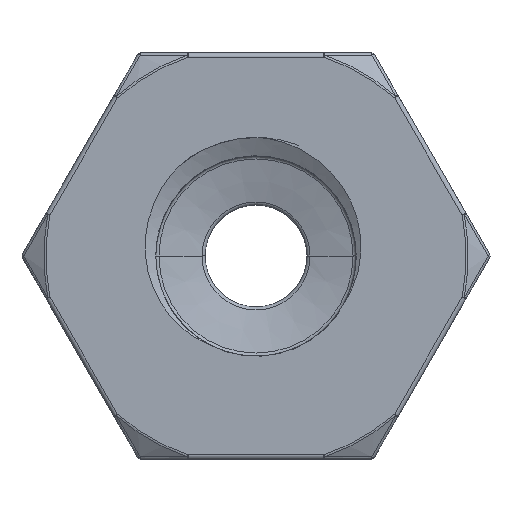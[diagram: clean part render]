
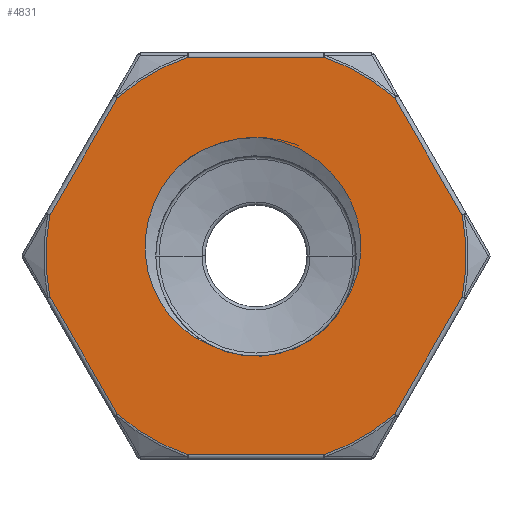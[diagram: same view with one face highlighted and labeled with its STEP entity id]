
A CAD part, left-side view. The second image highlights one B-rep face of the part: STEP entity #4831.
In plain terms, the highlighted planar face has unit normal (-1, 0, 0).
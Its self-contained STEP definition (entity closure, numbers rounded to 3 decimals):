
#978=CARTESIAN_POINT('',(-11.9,-2.636,-1.343));
#1007=CARTESIAN_POINT('',(-11.9,1.343,-2.636));
#1665=CARTESIAN_POINT('',(-11.9,0.,0.));
#1666=DIRECTION('',(-1.,0.,0.));
#1667=DIRECTION('',(0.,0.454,-0.891));
#1668=AXIS2_PLACEMENT_3D('',#1665,#1666,#1667);
#1670=CARTESIAN_POINT('',(-11.9,-0.275,3.489));
#1671=CARTESIAN_POINT('',(-11.9,-0.461,3.46));
#1672=CARTESIAN_POINT('',(-11.9,-0.823,3.372));
#1673=CARTESIAN_POINT('',(-11.9,-1.336,3.155));
#1674=CARTESIAN_POINT('',(-11.9,-1.803,2.861));
#1675=CARTESIAN_POINT('',(-11.9,-2.211,2.499));
#1676=CARTESIAN_POINT('',(-11.9,-2.553,2.078));
#1677=CARTESIAN_POINT('',(-11.9,-2.817,1.614));
#1678=CARTESIAN_POINT('',(-11.9,-3.001,1.116));
#1679=CARTESIAN_POINT('',(-11.9,-3.098,0.601));
#1680=CARTESIAN_POINT('',(-11.9,-3.109,0.083));
#1681=CARTESIAN_POINT('',(-11.9,-3.035,-0.425));
#1682=CARTESIAN_POINT('',(-11.9,-2.879,-0.907));
#1683=CARTESIAN_POINT('',(-11.9,-2.726,-1.202));
#1684=CARTESIAN_POINT('',(-11.9,-2.636,-1.343));
#1686=CARTESIAN_POINT('',(-11.9,2.273,2.661));
#1687=CARTESIAN_POINT('',(-11.9,2.151,2.766));
#1688=CARTESIAN_POINT('',(-11.9,1.903,2.948));
#1689=CARTESIAN_POINT('',(-11.9,1.536,3.153));
#1690=CARTESIAN_POINT('',(-11.9,1.176,3.304));
#1691=CARTESIAN_POINT('',(-11.9,0.821,3.409));
#1692=CARTESIAN_POINT('',(-11.9,0.461,3.476));
#1693=CARTESIAN_POINT('',(-11.9,0.094,3.505));
#1694=CARTESIAN_POINT('',(-11.9,-0.151,3.499));
#1695=CARTESIAN_POINT('',(-11.9,-0.275,3.489));
#1697=CARTESIAN_POINT('',(-11.9,1.343,-2.636));
#1698=CARTESIAN_POINT('',(-11.9,1.473,-2.585));
#1699=CARTESIAN_POINT('',(-11.9,1.723,-2.464));
#1700=CARTESIAN_POINT('',(-11.9,2.071,-2.232));
#1701=CARTESIAN_POINT('',(-11.9,2.397,-1.943));
#1702=CARTESIAN_POINT('',(-11.9,2.695,-1.588));
#1703=CARTESIAN_POINT('',(-11.9,2.954,-1.157));
#1704=CARTESIAN_POINT('',(-11.9,3.142,-0.686));
#1705=CARTESIAN_POINT('',(-11.9,3.253,-0.191));
#1706=CARTESIAN_POINT('',(-11.9,3.286,0.318));
#1707=CARTESIAN_POINT('',(-11.9,3.24,0.826));
#1708=CARTESIAN_POINT('',(-11.9,3.114,1.331));
#1709=CARTESIAN_POINT('',(-11.9,2.91,1.814));
#1710=CARTESIAN_POINT('',(-11.9,2.63,2.265));
#1711=CARTESIAN_POINT('',(-11.9,2.4,2.534));
#1712=CARTESIAN_POINT('',(-11.9,2.273,2.661));
#1714=DIRECTION('',(0.,-1.,0.));
#1715=VECTOR('',#1714,4.003);
#1716=CARTESIAN_POINT('',(-11.9,2.001,-5.875));
#1717=LINE('',#1716,#1715);
#1718=CARTESIAN_POINT('',(-11.9,0.,0.));
#1719=DIRECTION('',(-1.,0.,0.));
#1720=DIRECTION('',(0.,0.659,-0.753));
#1721=AXIS2_PLACEMENT_3D('',#1718,#1719,#1720);
#1723=DIRECTION('',(0.,-0.5,-0.866));
#1724=VECTOR('',#1723,4.002);
#1725=CARTESIAN_POINT('',(-11.9,6.088,-1.204));
#1726=LINE('',#1725,#1724);
#1727=CARTESIAN_POINT('',(-11.9,0.,0.));
#1728=DIRECTION('',(1.,0.,0.));
#1729=DIRECTION('',(0.,0.981,-0.194));
#1730=AXIS2_PLACEMENT_3D('',#1727,#1728,#1729);
#1732=DIRECTION('',(0.,0.5,-0.866));
#1733=VECTOR('',#1732,4.003);
#1734=CARTESIAN_POINT('',(-11.9,4.087,4.671));
#1735=LINE('',#1734,#1733);
#1736=CARTESIAN_POINT('',(-11.9,0.,0.));
#1737=DIRECTION('',(-1.,0.,0.));
#1738=DIRECTION('',(0.,0.322,0.947));
#1739=AXIS2_PLACEMENT_3D('',#1736,#1737,#1738);
#1741=DIRECTION('',(0.,1.,0.));
#1742=VECTOR('',#1741,4.003);
#1743=CARTESIAN_POINT('',(-11.9,-2.001,5.875));
#1744=LINE('',#1743,#1742);
#1745=CARTESIAN_POINT('',(-11.9,0.,0.));
#1746=DIRECTION('',(-1.,0.,0.));
#1747=DIRECTION('',(0.,-0.659,0.753));
#1748=AXIS2_PLACEMENT_3D('',#1745,#1746,#1747);
#1750=DIRECTION('',(0.,0.5,0.866));
#1751=VECTOR('',#1750,4.003);
#1752=CARTESIAN_POINT('',(-11.9,-6.089,1.204));
#1753=LINE('',#1752,#1751);
#1754=CARTESIAN_POINT('',(-11.9,0.,0.));
#1755=DIRECTION('',(1.,0.,0.));
#1756=DIRECTION('',(0.,-0.981,0.194));
#1757=AXIS2_PLACEMENT_3D('',#1754,#1755,#1756);
#1759=DIRECTION('',(0.,-0.5,0.866));
#1760=VECTOR('',#1759,4.003);
#1761=CARTESIAN_POINT('',(-11.9,-4.087,-4.671));
#1762=LINE('',#1761,#1760);
#1763=CARTESIAN_POINT('',(-11.9,0.,0.));
#1764=DIRECTION('',(-1.,0.,0.));
#1765=DIRECTION('',(0.,-0.322,-0.947));
#1766=AXIS2_PLACEMENT_3D('',#1763,#1764,#1765);
#3024=VERTEX_POINT('',#978);
#3025=VERTEX_POINT('',#1007);
#3026=VERTEX_POINT('',#1670);
#3027=VERTEX_POINT('',#1686);
#3086=CARTESIAN_POINT('',(-11.9,2.001,-5.875));
#3087=CARTESIAN_POINT('',(-11.9,-2.001,-5.875));
#3088=VERTEX_POINT('',#3086);
#3089=VERTEX_POINT('',#3087);
#3090=CARTESIAN_POINT('',(-11.9,4.087,-4.671));
#3091=VERTEX_POINT('',#3090);
#3100=CARTESIAN_POINT('',(-11.9,6.088,-1.204));
#3101=VERTEX_POINT('',#3100);
#3102=CARTESIAN_POINT('',(-11.9,4.087,4.671));
#3103=CARTESIAN_POINT('',(-11.9,6.089,1.204));
#3104=VERTEX_POINT('',#3102);
#3105=VERTEX_POINT('',#3103);
#3151=CARTESIAN_POINT('',(-11.9,-4.087,-4.671));
#3152=VERTEX_POINT('',#3151);
#3153=CARTESIAN_POINT('',(-11.9,-6.089,-1.204));
#3154=VERTEX_POINT('',#3153);
#3170=CARTESIAN_POINT('',(-11.9,-6.089,1.204));
#3171=VERTEX_POINT('',#3170);
#3174=CARTESIAN_POINT('',(-11.9,-4.087,4.671));
#3175=VERTEX_POINT('',#3174);
#3182=CARTESIAN_POINT('',(-11.9,-2.001,5.875));
#3183=CARTESIAN_POINT('',(-11.9,2.001,5.875));
#3184=VERTEX_POINT('',#3182);
#3185=VERTEX_POINT('',#3183);
#4792=CARTESIAN_POINT('',(-11.9,0.,0.));
#4793=DIRECTION('',(1.,0.,0.));
#4794=DIRECTION('',(0.,-1.,0.));
#4795=AXIS2_PLACEMENT_3D('',#4792,#4793,#4794);
#4796=PLANE('',#4795);
#4798=ORIENTED_EDGE('',*,*,#4797,.F.);
#4800=ORIENTED_EDGE('',*,*,#4799,.F.);
#4802=ORIENTED_EDGE('',*,*,#4801,.F.);
#4804=ORIENTED_EDGE('',*,*,#4803,.T.);
#4806=ORIENTED_EDGE('',*,*,#4805,.F.);
#4808=ORIENTED_EDGE('',*,*,#4807,.F.);
#4810=ORIENTED_EDGE('',*,*,#4809,.F.);
#4812=ORIENTED_EDGE('',*,*,#4811,.F.);
#4814=ORIENTED_EDGE('',*,*,#4813,.F.);
#4816=ORIENTED_EDGE('',*,*,#4815,.T.);
#4818=ORIENTED_EDGE('',*,*,#4817,.F.);
#4820=ORIENTED_EDGE('',*,*,#4819,.F.);
#4821=EDGE_LOOP('',(#4798,#4800,#4802,#4804,#4806,#4808,#4810,#4812,#4814,#4816,
#4818,#4820));
#4822=FACE_OUTER_BOUND('',#4821,.F.);
#4823=ORIENTED_EDGE('',*,*,#3780,.T.);
#4825=ORIENTED_EDGE('',*,*,#4824,.F.);
#4827=ORIENTED_EDGE('',*,*,#4826,.F.);
#4828=ORIENTED_EDGE('',*,*,#4783,.F.);
#4829=EDGE_LOOP('',(#4823,#4825,#4827,#4828));
#4830=FACE_BOUND('',#4829,.F.);
#1669=CIRCLE('',#1668,2.959);
#1685=B_SPLINE_CURVE_WITH_KNOTS('',3,(#1670,#1671,#1672,#1673,#1674,#1675,#1676,
#1677,#1678,#1679,#1680,#1681,#1682,#1683,#1684),.UNSPECIFIED.,.F.,.F.,(4,1,1,1,
1,1,1,1,1,1,1,1,4),(0.,0.083,0.167,0.25,
0.333,0.417,0.5,0.583,0.667,
0.75,0.833,0.917,1.),.UNSPECIFIED.);
#1696=B_SPLINE_CURVE_WITH_KNOTS('',3,(#1686,#1687,#1688,#1689,#1690,#1691,#1692,
#1693,#1694,#1695),.UNSPECIFIED.,.F.,.F.,(4,1,1,1,1,1,1,4),(0.,
0.143,0.286,0.429,0.571,
0.714,0.857,1.),.UNSPECIFIED.);
#1713=B_SPLINE_CURVE_WITH_KNOTS('',3,(#1697,#1698,#1699,#1700,#1701,#1702,#1703,
#1704,#1705,#1706,#1707,#1708,#1709,#1710,#1711,#1712),.UNSPECIFIED.,.F.,.F.,(4,
1,1,1,1,1,1,1,1,1,1,1,1,4),(0.,0.077,0.154,
0.231,0.308,0.385,0.462,
0.538,0.615,0.692,0.769,
0.846,0.923,1.),.UNSPECIFIED.);
#1722=CIRCLE('',#1721,6.207);
#1731=CIRCLE('',#1730,6.207);
#1740=CIRCLE('',#1739,6.207);
#1749=CIRCLE('',#1748,6.207);
#1758=CIRCLE('',#1757,6.207);
#1767=CIRCLE('',#1766,6.207);
#3780=EDGE_CURVE('',#3025,#3024,#1669,.T.);
#4783=EDGE_CURVE('',#3025,#3027,#1713,.T.);
#4797=EDGE_CURVE('',#3088,#3089,#1717,.T.);
#4799=EDGE_CURVE('',#3091,#3088,#1722,.T.);
#4801=EDGE_CURVE('',#3101,#3091,#1726,.T.);
#4803=EDGE_CURVE('',#3101,#3105,#1731,.T.);
#4805=EDGE_CURVE('',#3104,#3105,#1735,.T.);
#4807=EDGE_CURVE('',#3185,#3104,#1740,.T.);
#4809=EDGE_CURVE('',#3184,#3185,#1744,.T.);
#4811=EDGE_CURVE('',#3175,#3184,#1749,.T.);
#4813=EDGE_CURVE('',#3171,#3175,#1753,.T.);
#4815=EDGE_CURVE('',#3171,#3154,#1758,.T.);
#4817=EDGE_CURVE('',#3152,#3154,#1762,.T.);
#4819=EDGE_CURVE('',#3089,#3152,#1767,.T.);
#4824=EDGE_CURVE('',#3026,#3024,#1685,.T.);
#4826=EDGE_CURVE('',#3027,#3026,#1696,.T.);
#4831=ADVANCED_FACE('',(#4822,#4830),#4796,.F.);
